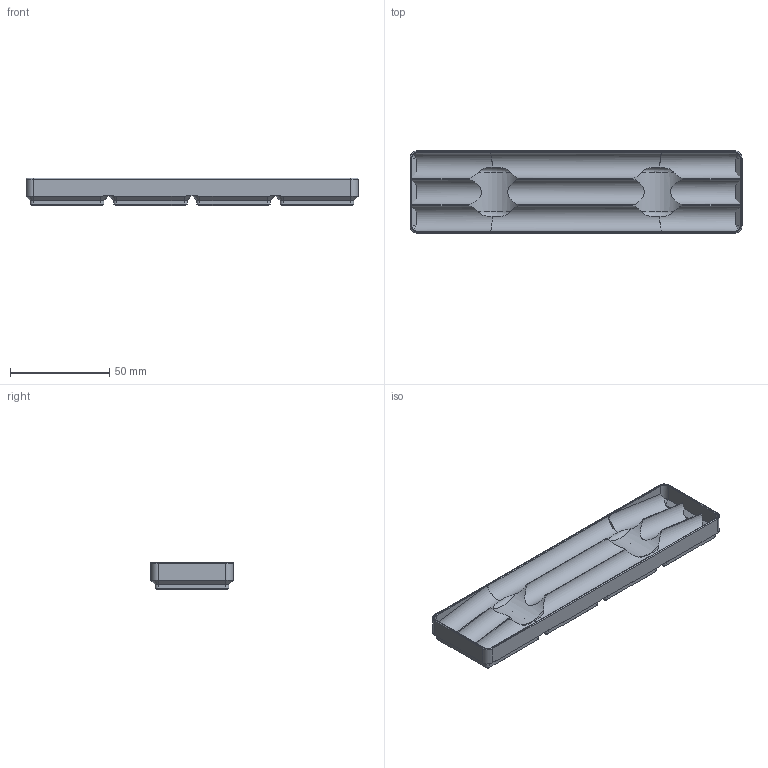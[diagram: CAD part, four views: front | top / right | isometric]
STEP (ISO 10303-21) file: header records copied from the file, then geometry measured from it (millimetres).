
FILE_DESCRIPTION(/* description */ ('STEP AP242','CAx-IF Rec.Pracs.---Representation and Presentation of Product Manufacturing Information (PMI)---4.0---2014-10-13','CAx-IF Rec.Pracs.---3D Tessellated Geometry---0.4---2014-09-14','2;1'),/* implementation_level */ '2;1');
FILE_NAME(/* name */ '64c2f81064f5a34130ae55ef',/* time_stamp */ '2023-07-27T23:04:49Z',/* author */ (''),/* organization */ (''),/* preprocessor_version */ 'ST-DEVELOPER v19.4',/* originating_system */ ' ',/* authorisation */ ' ');
FILE_SCHEMA (('AP242_MANAGED_MODEL_BASED_3D_ENGINEERING_MIM_LF { 1 0 10303 442 1 1 4 }'));
Length unit declared in the file: metre
Products named in the file (1): 1x4 2x Mini Screwdriver Box
Bounding box: 167.5 x 41.5 x 13.8 mm (x, y, z)
Volume: 45781.9 mm3; surface area: 24205.7 mm2
Topology: 1 solids, 1 shells, 298 faces, 709 edges, 426 vertices
Faces by surface type: plane 179, cylinder 67, cone 40, torus 12
Full cylindrical faces by diameter (mm): 3 x12, 6.4 x12
Entity records: 8301 total; most frequent: CARTESIAN_POINT 1602, DIRECTION 1449, ORIENTED_EDGE 1322, EDGE_CURVE 661, AXIS2_PLACEMENT_3D 537, VERTEX_POINT 402, LINE 375, VECTOR 375
